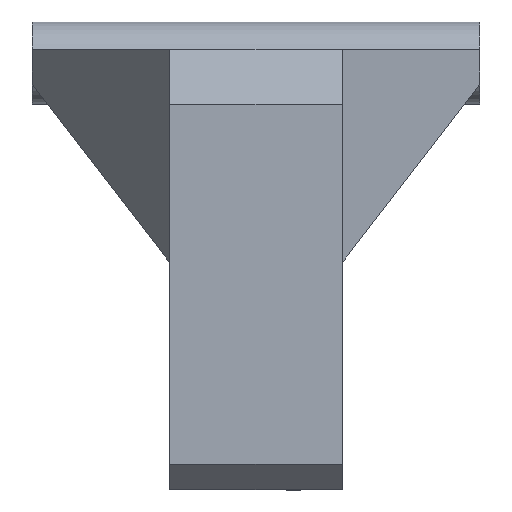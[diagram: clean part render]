
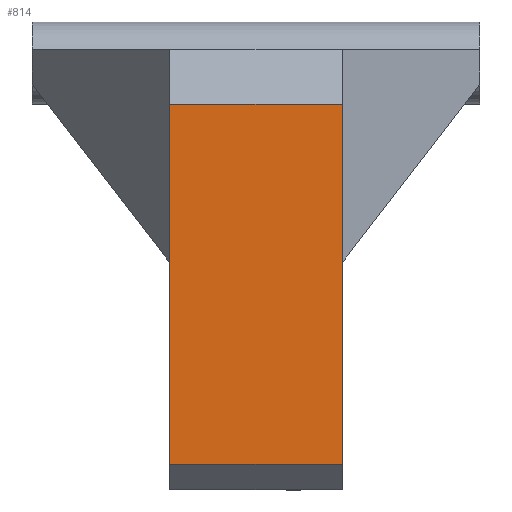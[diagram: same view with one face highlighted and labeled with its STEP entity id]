
A CAD part, top view. The second image highlights one B-rep face of the part: STEP entity #814.
In plain terms, the highlighted planar face has unit normal (0, 0, 1).
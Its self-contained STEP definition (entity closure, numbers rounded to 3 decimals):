
#88=FACE_OUTER_BOUND('',#135,.T.);
#135=EDGE_LOOP('',(#716,#717,#718,#719));
#155=LINE('',#1159,#246);
#162=LINE('',#1172,#253);
#223=LINE('',#1339,#314);
#226=LINE('',#1346,#317);
#246=VECTOR('',#928,10.);
#253=VECTOR('',#937,10.);
#314=VECTOR('',#1098,10.);
#317=VECTOR('',#1109,10.);
#334=VERTEX_POINT('',#1156);
#335=VERTEX_POINT('',#1158);
#340=VERTEX_POINT('',#1170);
#396=VERTEX_POINT('',#1337);
#414=EDGE_CURVE('',#334,#335,#155,.T.);
#421=EDGE_CURVE('',#340,#334,#162,.F.);
#505=EDGE_CURVE('',#396,#340,#223,.F.);
#508=EDGE_CURVE('',#335,#396,#226,.T.);
#716=ORIENTED_EDGE('',*,*,#414,.F.);
#717=ORIENTED_EDGE('',*,*,#421,.F.);
#718=ORIENTED_EDGE('',*,*,#505,.F.);
#719=ORIENTED_EDGE('',*,*,#508,.F.);
#772=PLANE('',#894);
#814=ADVANCED_FACE('',(#88),#772,.F.);
#894=AXIS2_PLACEMENT_3D('',#1345,#1107,#1108);
#928=DIRECTION('',(0.,1.,0.));
#937=DIRECTION('',(1.,0.,0.));
#1098=DIRECTION('',(0.,1.,0.));
#1107=DIRECTION('center_axis',(0.,0.,-1.));
#1108=DIRECTION('ref_axis',(0.,1.,0.));
#1109=DIRECTION('',(1.,0.,0.));
#1156=CARTESIAN_POINT('',(-6.192,-7.158,68.5));
#1158=CARTESIAN_POINT('',(-6.192,19.,68.5));
#1159=CARTESIAN_POINT('',(-6.192,8.25,68.5));
#1170=CARTESIAN_POINT('',(6.308,-7.158,68.5));
#1172=CARTESIAN_POINT('',(0.,-7.158,68.5));
#1337=CARTESIAN_POINT('',(6.308,19.,68.5));
#1339=CARTESIAN_POINT('',(6.308,8.25,68.5));
#1345=CARTESIAN_POINT('Origin',(0.,0.5,
68.5));
#1346=CARTESIAN_POINT('',(0.154,19.,68.5));
